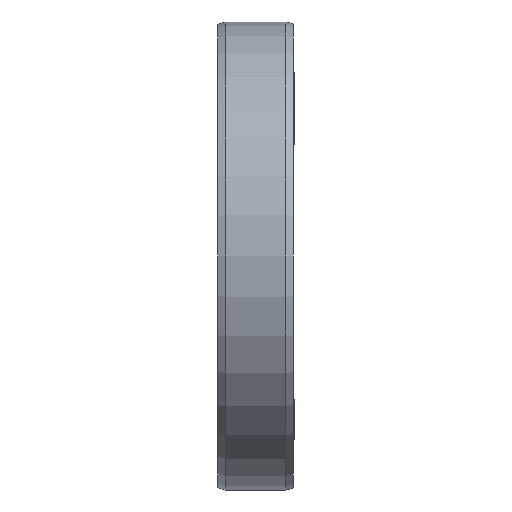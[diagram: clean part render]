
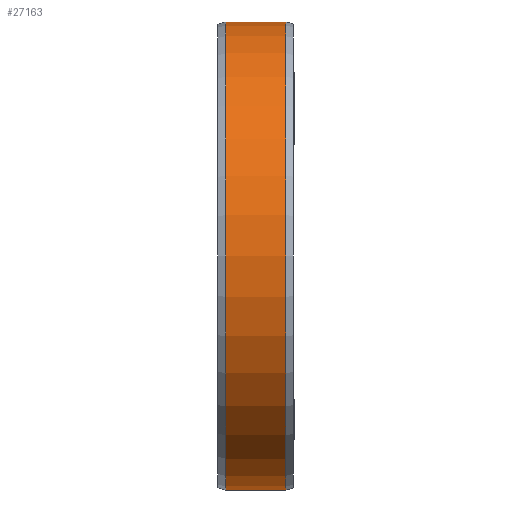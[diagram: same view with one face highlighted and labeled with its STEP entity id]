
A CAD part, left-side view. The second image highlights one B-rep face of the part: STEP entity #27163.
In plain terms, the highlighted cylindrical face has radius 31 mm (diameter 62 mm), a partial arc.
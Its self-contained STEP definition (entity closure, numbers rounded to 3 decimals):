
#26439=CARTESIAN_POINT('',(0.,-4.,0.));
#26440=DIRECTION('',(0.,1.,0.));
#26441=DIRECTION('',(0.,0.,-1.));
#26442=AXIS2_PLACEMENT_3D('',#26439,#26440,#26441);
#26447=DIRECTION('',(0.,1.,0.));
#26448=VECTOR('',#26447,8.);
#26449=CARTESIAN_POINT('',(0.,-4.,-31.));
#26450=LINE('',#26449,#26448);
#26462=DIRECTION('',(0.,1.,0.));
#26463=VECTOR('',#26462,8.);
#26464=CARTESIAN_POINT('',(0.,-4.,31.));
#26465=LINE('',#26464,#26463);
#26491=CARTESIAN_POINT('',(0.,4.,0.));
#26492=DIRECTION('',(0.,1.,0.));
#26493=DIRECTION('',(0.,0.,-1.));
#26494=AXIS2_PLACEMENT_3D('',#26491,#26492,#26493);
#26800=CARTESIAN_POINT('',(0.,-4.,-31.));
#26802=VERTEX_POINT('',#26800);
#26803=CARTESIAN_POINT('',(0.,4.,-31.));
#26804=VERTEX_POINT('',#26803);
#26844=CARTESIAN_POINT('',(0.,-4.,31.));
#26846=VERTEX_POINT('',#26844);
#26847=CARTESIAN_POINT('',(0.,4.,31.));
#26848=VERTEX_POINT('',#26847);
#27149=CARTESIAN_POINT('',(0.,-5.5,0.));
#27150=DIRECTION('',(0.,1.,0.));
#27151=DIRECTION('',(0.,0.,-1.));
#27152=AXIS2_PLACEMENT_3D('',#27149,#27150,#27151);
#27153=CYLINDRICAL_SURFACE('',#27152,31.);
#27155=ORIENTED_EDGE('',*,*,#27154,.T.);
#27157=ORIENTED_EDGE('',*,*,#27156,.T.);
#27159=ORIENTED_EDGE('',*,*,#27158,.F.);
#27160=ORIENTED_EDGE('',*,*,#27142,.F.);
#27161=EDGE_LOOP('',(#27155,#27157,#27159,#27160));
#27162=FACE_OUTER_BOUND('',#27161,.F.);
#26443=CIRCLE('',#26442,31.);
#26495=CIRCLE('',#26494,31.);
#27142=EDGE_CURVE('',#26802,#26846,#26443,.T.);
#27154=EDGE_CURVE('',#26802,#26804,#26450,.T.);
#27156=EDGE_CURVE('',#26804,#26848,#26495,.T.);
#27158=EDGE_CURVE('',#26846,#26848,#26465,.T.);
#27163=ADVANCED_FACE('',(#27162),#27153,.T.);
